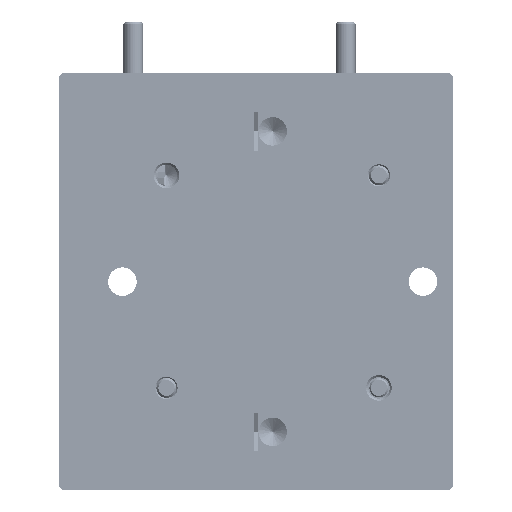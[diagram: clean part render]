
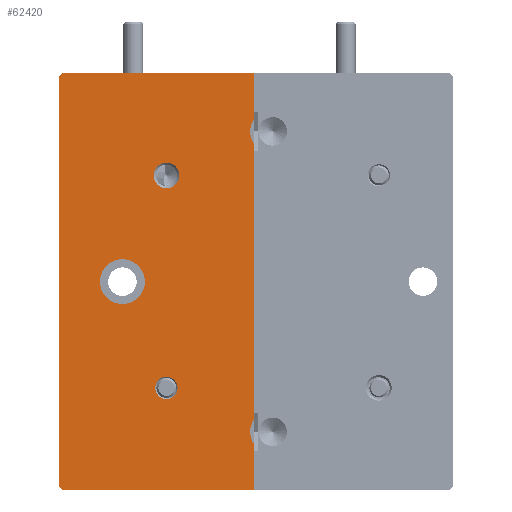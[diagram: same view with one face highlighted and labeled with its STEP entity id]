
A CAD part, left-side view. The second image highlights one B-rep face of the part: STEP entity #62420.
In plain terms, the highlighted planar face has unit normal (-1, 0, 0).
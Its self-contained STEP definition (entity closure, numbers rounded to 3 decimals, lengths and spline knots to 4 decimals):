
#47 = FACE_BOUND ( 'NONE', #44633, .T. ) ;
#1167 = CARTESIAN_POINT ( 'NONE',  ( -3.1271, 0.0506, 0.8146 ) ) ;
#1525 = EDGE_CURVE ( 'NONE', #15770, #23221, #4074, .T. ) ;
#4010 = ORIENTED_EDGE ( 'NONE', *, *, #119049, .F. ) ;
#4074 = CIRCLE ( 'NONE', #49514, 0.07 ) ;
#5338 = CIRCLE ( 'NONE', #94147, 0.04 ) ;
#6105 = CARTESIAN_POINT ( 'NONE',  ( -3.1271, 0.4624, 0.1646 ) ) ;
#6496 = CARTESIAN_POINT ( 'NONE',  ( -3.1271, 0.3251, -0.1321 ) ) ;
#7037 = ORIENTED_EDGE ( 'NONE', *, *, #39399, .F. ) ;
#7116 = VECTOR ( 'NONE', #114262, 39.3701 ) ;
#7945 = EDGE_CURVE ( 'NONE', #127129, #16057, #89393, .T. ) ;
#8277 = EDGE_CURVE ( 'NONE', #102406, #116132, #53924, .T. ) ;
#9462 = EDGE_CURVE ( 'NONE', #98720, #102406, #61786, .T. ) ;
#10554 = VERTEX_POINT ( 'NONE', #37318 ) ;
#10765 = CARTESIAN_POINT ( 'NONE',  ( -3.1271, 0.6596, 0.8146 ) ) ;
#11240 = VERTEX_POINT ( 'NONE', #127257 ) ;
#11591 = VERTEX_POINT ( 'NONE', #131189 ) ;
#13294 = LINE ( 'NONE', #80313, #56842 ) ;
#13307 = CARTESIAN_POINT ( 'NONE',  ( -3.1271, 0.6496, -0.4854 ) ) ;
#13752 = DIRECTION ( 'NONE',  ( 1., 0., 0. ) ) ;
#14538 = AXIS2_PLACEMENT_3D ( 'NONE', #59071, #19366, #18085 ) ;
#14547 = DIRECTION ( 'NONE',  ( 0., 0., 1. ) ) ;
#15770 = VERTEX_POINT ( 'NONE', #111378 ) ;
#16057 = VERTEX_POINT ( 'NONE', #106476 ) ;
#17840 = CARTESIAN_POINT ( 'NONE',  ( -3.1271, 0.6496, 0.8146 ) ) ;
#17980 = VERTEX_POINT ( 'NONE', #13307 ) ;
#18085 = DIRECTION ( 'NONE',  ( 0., 0., 1. ) ) ;
#18414 = CARTESIAN_POINT ( 'NONE',  ( -3.1271, -0.0064, 0.6333 ) ) ;
#18501 = CARTESIAN_POINT ( 'NONE',  ( -3.1271, 0.3251, -0.2016 ) ) ;
#19366 = DIRECTION ( 'NONE',  ( -1., 0., 0. ) ) ;
#22179 = DIRECTION ( 'NONE',  ( 0., 0., 1. ) ) ;
#23071 = EDGE_CURVE ( 'NONE', #72343, #116480, #59093, .T. ) ;
#23221 = VERTEX_POINT ( 'NONE', #104105 ) ;
#23558 = LINE ( 'NONE', #81857, #44494 ) ;
#23642 = DIRECTION ( 'NONE',  ( 0., 0., -1. ) ) ;
#26407 = EDGE_CURVE ( 'NONE', #127129, #128010, #49908, .T. ) ;
#27087 = CIRCLE ( 'NONE', #114446, 0.04 ) ;
#27801 = DIRECTION ( 'NONE',  ( 0., 0., 1. ) ) ;
#28664 = CARTESIAN_POINT ( 'NONE',  ( -3.1271, 0.3251, 0.4961 ) ) ;
#29570 = ORIENTED_EDGE ( 'NONE', *, *, #49371, .F. ) ;
#29644 = DIRECTION ( 'NONE',  ( -1., 0., 0. ) ) ;
#30626 = ORIENTED_EDGE ( 'NONE', *, *, #130010, .T. ) ;
#31219 = DIRECTION ( 'NONE',  ( -1., 0., 0. ) ) ;
#33714 = CIRCLE ( 'NONE', #87529, 0.0348 ) ;
#34440 = VECTOR ( 'NONE', #44026, 39.3701 ) ;
#36753 = ORIENTED_EDGE ( 'NONE', *, *, #8277, .F. ) ;
#37318 = CARTESIAN_POINT ( 'NONE',  ( -3.1271, 0.3251, 0.4561 ) ) ;
#38077 = EDGE_LOOP ( 'NONE', ( #75008, #69449, #49884, #128531, #125643, #36753, #89551, #4010, #57166, #30626 ) ) ;
#39399 = EDGE_CURVE ( 'NONE', #62734, #11240, #67158, .T. ) ;
#39983 = CARTESIAN_POINT ( 'NONE',  ( -3.1271, 0.6596, 0.8046 ) ) ;
#42133 = ORIENTED_EDGE ( 'NONE', *, *, #129985, .F. ) ;
#43031 = DIRECTION ( 'NONE',  ( 0., 0., 1. ) ) ;
#43572 = FACE_BOUND ( 'NONE', #118812, .T. ) ;
#44026 = DIRECTION ( 'NONE',  ( 0., 0., 1. ) ) ;
#44494 = VECTOR ( 'NONE', #60698, 39.3701 ) ;
#44633 = EDGE_LOOP ( 'NONE', ( #42133, #29570 ) ) ;
#49371 = EDGE_CURVE ( 'NONE', #10554, #58361, #27087, .T. ) ;
#49514 = AXIS2_PLACEMENT_3D ( 'NONE', #106267, #74578, #75027 ) ;
#49884 = ORIENTED_EDGE ( 'NONE', *, *, #7945, .F. ) ;
#49908 = LINE ( 'NONE', #115636, #70848 ) ;
#53924 = LINE ( 'NONE', #125508, #7116 ) ;
#55672 = DIRECTION ( 'NONE',  ( -1., 0., 0. ) ) ;
#56842 = VECTOR ( 'NONE', #111051, 39.3701 ) ;
#57166 = ORIENTED_EDGE ( 'NONE', *, *, #70329, .F. ) ;
#57596 = VECTOR ( 'NONE', #110590, 39.3701 ) ;
#58361 = VERTEX_POINT ( 'NONE', #127713 ) ;
#58455 = DIRECTION ( 'NONE',  ( -1., 0., 0. ) ) ;
#59071 = CARTESIAN_POINT ( 'NONE',  ( -3.1271, 0.3251, -0.1669 ) ) ;
#59093 = CIRCLE ( 'NONE', #14538, 0.0348 ) ;
#60698 = DIRECTION ( 'NONE',  ( 0., 0., 1. ) ) ;
#60720 = DIRECTION ( 'NONE',  ( 0., 0., 1. ) ) ;
#60890 = CARTESIAN_POINT ( 'NONE',  ( -3.1271, 0.4624, 0.0946 ) ) ;
#61786 = LINE ( 'NONE', #127016, #34440 ) ;
#62420 = ADVANCED_FACE ( 'NONE', ( #78938, #43572, #90210, #47 ), #95743, .F. ) ;
#62734 = VERTEX_POINT ( 'NONE', #60890 ) ;
#64908 = LINE ( 'NONE', #65016, #114983 ) ;
#65016 = CARTESIAN_POINT ( 'NONE',  ( -3.1271, 0.0506, 0.1646 ) ) ;
#65887 = DIRECTION ( 'NONE',  ( -1., 0., 0. ) ) ;
#66733 = VECTOR ( 'NONE', #123393, 39.3701 ) ;
#66890 = DIRECTION ( 'NONE',  ( 0., 0., 1. ) ) ;
#67158 = CIRCLE ( 'NONE', #123678, 0.07 ) ;
#69449 = ORIENTED_EDGE ( 'NONE', *, *, #108198, .T. ) ;
#70329 = EDGE_CURVE ( 'NONE', #11591, #17980, #13294, .T. ) ;
#70848 = VECTOR ( 'NONE', #43031, 39.3701 ) ;
#72343 = VERTEX_POINT ( 'NONE', #6496 ) ;
#74578 = DIRECTION ( 'NONE',  ( -1., 0., 0. ) ) ;
#75008 = ORIENTED_EDGE ( 'NONE', *, *, #1525, .F. ) ;
#75027 = DIRECTION ( 'NONE',  ( 0., 0., 1. ) ) ;
#76013 = EDGE_CURVE ( 'NONE', #116480, #72343, #33714, .T. ) ;
#76192 = CARTESIAN_POINT ( 'NONE',  ( -3.1271, 0.3251, 0.4961 ) ) ;
#77004 = ORIENTED_EDGE ( 'NONE', *, *, #92138, .F. ) ;
#78938 = FACE_OUTER_BOUND ( 'NONE', #38077, .T. ) ;
#80313 = CARTESIAN_POINT ( 'NONE',  ( -3.1271, 0.6596, -0.4854 ) ) ;
#80981 = CARTESIAN_POINT ( 'NONE',  ( -3.1271, 0.4624, 0.1646 ) ) ;
#81857 = CARTESIAN_POINT ( 'NONE',  ( -3.1271, 0.0506, 0.1646 ) ) ;
#81951 = EDGE_CURVE ( 'NONE', #128010, #116132, #94157, .T. ) ;
#82610 = CIRCLE ( 'NONE', #103761, 0.07 ) ;
#83782 = AXIS2_PLACEMENT_3D ( 'NONE', #18414, #122496, #60720 ) ;
#85687 = DIRECTION ( 'NONE',  ( 0., 0., 1. ) ) ;
#86205 = CARTESIAN_POINT ( 'NONE',  ( -3.1271, 0.6596, -0.4754 ) ) ;
#87529 = AXIS2_PLACEMENT_3D ( 'NONE', #93817, #31219, #22179 ) ;
#88743 = EDGE_LOOP ( 'NONE', ( #123247, #99992 ) ) ;
#89393 = CIRCLE ( 'NONE', #83782, 0.07 ) ;
#89551 = ORIENTED_EDGE ( 'NONE', *, *, #9462, .F. ) ;
#90210 = FACE_BOUND ( 'NONE', #88743, .T. ) ;
#92138 = EDGE_CURVE ( 'NONE', #11240, #62734, #82610, .T. ) ;
#93817 = CARTESIAN_POINT ( 'NONE',  ( -3.1271, 0.3251, -0.1669 ) ) ;
#94147 = AXIS2_PLACEMENT_3D ( 'NONE', #76192, #65887, #85687 ) ;
#94157 = LINE ( 'NONE', #10765, #66733 ) ;
#95743 = PLANE ( 'NONE',  #102579 ) ;
#98720 = VERTEX_POINT ( 'NONE', #86205 ) ;
#99992 = ORIENTED_EDGE ( 'NONE', *, *, #76013, .F. ) ;
#101743 = DIRECTION ( 'NONE',  ( 0., 0., 1. ) ) ;
#102406 = VERTEX_POINT ( 'NONE', #39983 ) ;
#102579 = AXIS2_PLACEMENT_3D ( 'NONE', #105282, #13752, #23642 ) ;
#103761 = AXIS2_PLACEMENT_3D ( 'NONE', #80981, #29644, #101743 ) ;
#103839 = CARTESIAN_POINT ( 'NONE',  ( -3.1271, 0.0506, 0.674 ) ) ;
#104105 = CARTESIAN_POINT ( 'NONE',  ( -3.1271, 0.0506, -0.3448 ) ) ;
#105282 = CARTESIAN_POINT ( 'NONE',  ( -3.1271, 0.6596, 0.8146 ) ) ;
#106029 = LINE ( 'NONE', #130440, #57596 ) ;
#106267 = CARTESIAN_POINT ( 'NONE',  ( -3.1271, -0.0064, -0.3042 ) ) ;
#106476 = CARTESIAN_POINT ( 'NONE',  ( -3.1271, 0.0506, 0.5927 ) ) ;
#108198 = EDGE_CURVE ( 'NONE', #15770, #16057, #23558, .T. ) ;
#110590 = DIRECTION ( 'NONE',  ( 0., 0.707, 0.707 ) ) ;
#111051 = DIRECTION ( 'NONE',  ( 0., 1., 0. ) ) ;
#111378 = CARTESIAN_POINT ( 'NONE',  ( -3.1271, 0.0506, -0.2635 ) ) ;
#114262 = DIRECTION ( 'NONE',  ( 0., -0.707, 0.707 ) ) ;
#114446 = AXIS2_PLACEMENT_3D ( 'NONE', #28664, #58455, #27801 ) ;
#114983 = VECTOR ( 'NONE', #14547, 39.3701 ) ;
#115636 = CARTESIAN_POINT ( 'NONE',  ( -3.1271, 0.0506, 0.1646 ) ) ;
#116132 = VERTEX_POINT ( 'NONE', #17840 ) ;
#116480 = VERTEX_POINT ( 'NONE', #18501 ) ;
#118812 = EDGE_LOOP ( 'NONE', ( #77004, #7037 ) ) ;
#119049 = EDGE_CURVE ( 'NONE', #17980, #98720, #106029, .T. ) ;
#122496 = DIRECTION ( 'NONE',  ( -1., 0., 0. ) ) ;
#123247 = ORIENTED_EDGE ( 'NONE', *, *, #23071, .F. ) ;
#123393 = DIRECTION ( 'NONE',  ( 0., 1., 0. ) ) ;
#123678 = AXIS2_PLACEMENT_3D ( 'NONE', #6105, #55672, #66890 ) ;
#125508 = CARTESIAN_POINT ( 'NONE',  ( -3.1271, 0.6596, 0.8046 ) ) ;
#125643 = ORIENTED_EDGE ( 'NONE', *, *, #81951, .T. ) ;
#127016 = CARTESIAN_POINT ( 'NONE',  ( -3.1271, 0.6596, 0.8146 ) ) ;
#127129 = VERTEX_POINT ( 'NONE', #103839 ) ;
#127257 = CARTESIAN_POINT ( 'NONE',  ( -3.1271, 0.4624, 0.2346 ) ) ;
#127713 = CARTESIAN_POINT ( 'NONE',  ( -3.1271, 0.3251, 0.5361 ) ) ;
#128010 = VERTEX_POINT ( 'NONE', #1167 ) ;
#128531 = ORIENTED_EDGE ( 'NONE', *, *, #26407, .T. ) ;
#129985 = EDGE_CURVE ( 'NONE', #58361, #10554, #5338, .T. ) ;
#130010 = EDGE_CURVE ( 'NONE', #11591, #23221, #64908, .T. ) ;
#130440 = CARTESIAN_POINT ( 'NONE',  ( -3.1271, 0.6596, -0.4754 ) ) ;
#131189 = CARTESIAN_POINT ( 'NONE',  ( -3.1271, 0.0506, -0.4854 ) ) ;
